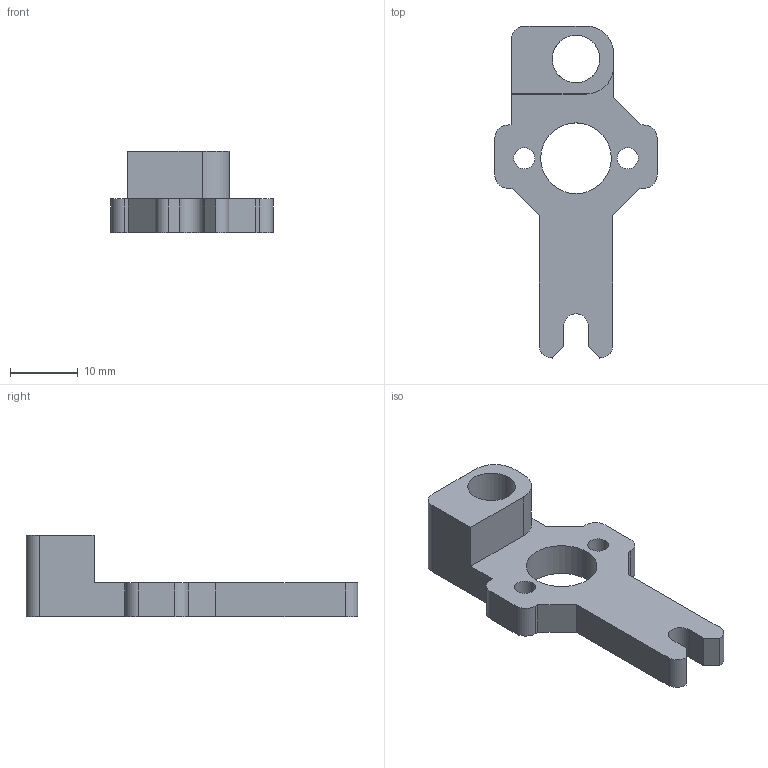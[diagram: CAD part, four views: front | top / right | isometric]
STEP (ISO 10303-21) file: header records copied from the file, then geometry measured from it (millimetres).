
FILE_DESCRIPTION(('FreeCAD Model'),'2;1');
FILE_NAME('PP-MP0281_carriage.step','2019-06-13T14:28:16',('Author'),(''), 'Open CASCADE STEP processor 6.9','FreeCAD','Unknown');
FILE_SCHEMA(('AUTOMOTIVE_DESIGN { 1 0 10303 214 1 1 1 1 }'));
Length unit declared in the file: millimetre
Products named in the file (1): Pad004
Bounding box: 23.9 x 48.85 x 12 mm (x, y, z)
Volume: 3548 mm3; surface area: 2674.7 mm2
Topology: 1 solids, 1 shells, 41 faces, 118 edges, 79 vertices
Faces by surface type: plane 26, cylinder 15
Full cylindrical faces by diameter (mm): 3.1 x2, 7 x1, 10.4 x1
Entity records: 2968 total; most frequent: CARTESIAN_POINT 575, DIRECTION 451, LINE 284, VECTOR 284, ORIENTED_EDGE 236, PCURVE 236, DEFINITIONAL_REPRESENTATION 236, EDGE_CURVE 118
